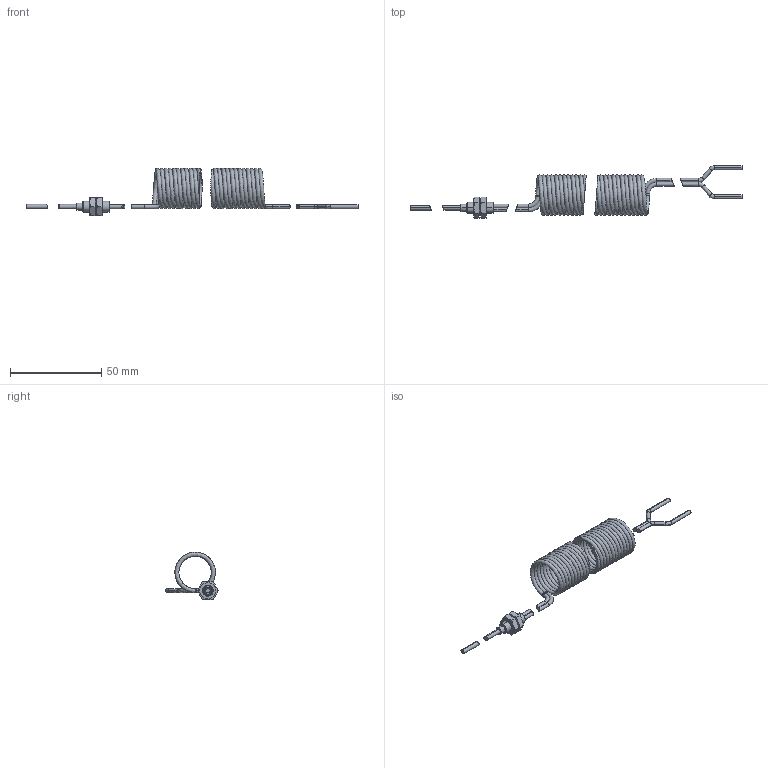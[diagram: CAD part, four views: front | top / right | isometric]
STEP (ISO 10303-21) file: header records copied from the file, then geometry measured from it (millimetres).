
FILE_DESCRIPTION (( 'STEP AP214' ), '1' );
FILE_NAME ('OPT2057.STEP', '2016-02-24T14:34:58', ( '' ), ( '' ), 'SwSTEP 2.0', 'SolidWorks 2014', '' );
FILE_SCHEMA (( 'AUTOMOTIVE_DESIGN' ));
Length unit declared in the file: inch
Products named in the file (7): OPT2057; 1; 2; 3; 4; 5; 6
Assembly tree (6 placements, depth 2):
  OPT2057
    1
    2
    3
    4
    5
    6
Bounding box: 182.39 x 28.98 x 26.1 mm (x, y, z)
Volume: 7127.3 mm3; surface area: 11090.6 mm2
Topology: 6 solids, 6 shells, 124 faces, 278 edges, 174 vertices
Faces by surface type: cylinder 51, plane 41, torus 14, cone 12, bspline 6
Entity records: 25059 total; most frequent: CARTESIAN_POINT 22078, DIRECTION 573, ORIENTED_EDGE 556, EDGE_CURVE 278, AXIS2_PLACEMENT_3D 247, VERTEX_POINT 174, EDGE_LOOP 132, FACE_OUTER_BOUND 124
